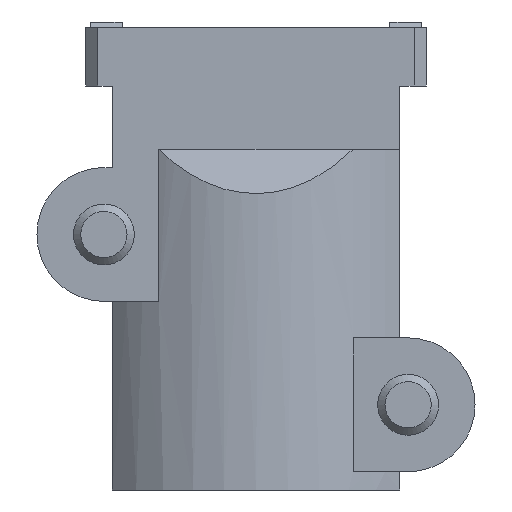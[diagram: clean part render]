
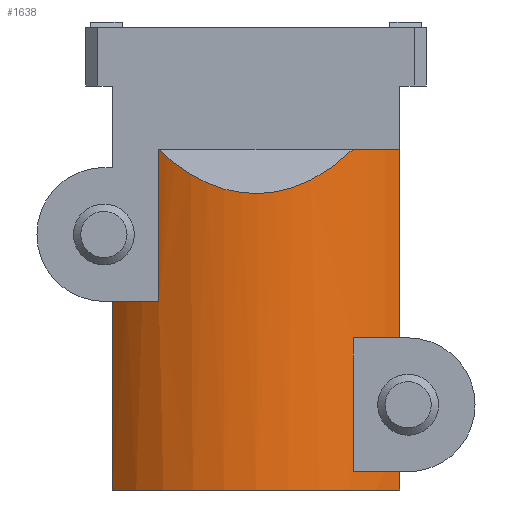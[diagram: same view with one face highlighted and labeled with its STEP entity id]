
A CAD part, front view. The second image highlights one B-rep face of the part: STEP entity #1638.
In plain terms, the highlighted cylindrical face has radius 8.1 mm (diameter 16.2 mm), a partial arc.
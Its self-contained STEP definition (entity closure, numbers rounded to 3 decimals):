
#849=ELLIPSE('',#3692,16.2,8.1);
#1022=LINE('',#4660,#1304);
#1033=LINE('',#4682,#1315);
#1041=LINE('',#4698,#1323);
#1185=LINE('',#5401,#1467);
#1210=LINE('',#5458,#1492);
#1304=VECTOR('',#3873,1.);
#1315=VECTOR('',#3888,1.);
#1323=VECTOR('',#3898,1.);
#1467=VECTOR('',#4166,1.);
#1492=VECTOR('',#4231,1.);
#1638=ADVANCED_FACE('',(#1785),#1713,.T.);
#1713=CYLINDRICAL_SURFACE('',#3736,8.1);
#1785=FACE_OUTER_BOUND('',#1926,.T.);
#1926=EDGE_LOOP('',(#2524,#2525,#2526,#2527,#2528,#2529,#2530,#2531,#2532,
#2533,#2534));
#2000=CIRCLE('',#3638,8.1);
#2001=CIRCLE('',#3640,8.1);
#2006=CIRCLE('',#3649,8.1);
#2029=CIRCLE('',#3733,8.1);
#2030=CIRCLE('',#3735,8.1);
#2524=ORIENTED_EDGE('',*,*,#3334,.T.);
#2525=ORIENTED_EDGE('',*,*,#3107,.T.);
#2526=ORIENTED_EDGE('',*,*,#3086,.T.);
#2527=ORIENTED_EDGE('',*,*,#3308,.T.);
#2528=ORIENTED_EDGE('',*,*,#3090,.T.);
#2529=ORIENTED_EDGE('',*,*,#3126,.T.);
#2530=ORIENTED_EDGE('',*,*,#3335,.T.);
#2531=ORIENTED_EDGE('',*,*,#3267,.T.);
#2532=ORIENTED_EDGE('',*,*,#3336,.T.);
#2533=ORIENTED_EDGE('',*,*,#3103,.T.);
#2534=ORIENTED_EDGE('',*,*,#3118,.F.);
#2812=VERTEX_POINT('',#4610);
#2815=VERTEX_POINT('',#4616);
#2819=VERTEX_POINT('',#4625);
#2820=VERTEX_POINT('',#4627);
#2828=VERTEX_POINT('',#4651);
#2829=VERTEX_POINT('',#4653);
#2832=VERTEX_POINT('',#4661);
#2840=VERTEX_POINT('',#4681);
#2847=VERTEX_POINT('',#4697);
#2974=VERTEX_POINT('',#5151);
#2975=VERTEX_POINT('',#5152);
#3086=EDGE_CURVE('',#2812,#2815,#2000,.T.);
#3090=EDGE_CURVE('',#2820,#2819,#2001,.T.);
#3103=EDGE_CURVE('',#2829,#2828,#2006,.T.);
#3107=EDGE_CURVE('',#2832,#2812,#1022,.T.);
#3118=EDGE_CURVE('',#2840,#2828,#1033,.T.);
#3126=EDGE_CURVE('',#2819,#2847,#1041,.T.);
#3267=EDGE_CURVE('',#2975,#2974,#849,.T.);
#3308=EDGE_CURVE('',#2815,#2820,#1185,.T.);
#3334=EDGE_CURVE('',#2840,#2832,#2029,.T.);
#3335=EDGE_CURVE('',#2847,#2975,#2030,.T.);
#3336=EDGE_CURVE('',#2974,#2829,#1210,.T.);
#3638=AXIS2_PLACEMENT_3D('',#4617,#3833,#3834);
#3640=AXIS2_PLACEMENT_3D('',#4626,#3840,#3841);
#3649=AXIS2_PLACEMENT_3D('',#4652,#3866,#3867);
#3692=AXIS2_PLACEMENT_3D('',#5153,#4092,#4093);
#3733=AXIS2_PLACEMENT_3D('',#5455,#4225,#4226);
#3735=AXIS2_PLACEMENT_3D('',#5457,#4229,#4230);
#3736=AXIS2_PLACEMENT_3D('',#5459,#4232,#4233);
#3833=DIRECTION('',(0.,0.,-1.));
#3834=DIRECTION('',(0.718,-0.696,0.));
#3840=DIRECTION('',(0.,0.,1.));
#3841=DIRECTION('',(0.553,-0.833,0.));
#3866=DIRECTION('',(0.,0.,-1.));
#3867=DIRECTION('',(-0.553,-0.833,0.));
#3873=DIRECTION('',(0.,0.,1.));
#3888=DIRECTION('',(0.,0.,1.));
#3898=DIRECTION('',(0.,0.,1.));
#4092=DIRECTION('',(0.,0.866,-0.5));
#4093=DIRECTION('',(0.,-0.5,-0.866));
#4166=DIRECTION('',(0.,0.,1.));
#4225=DIRECTION('',(0.,0.,1.));
#4226=DIRECTION('',(-1.,0.,0.));
#4229=DIRECTION('',(0.,0.,-1.));
#4230=DIRECTION('',(0.718,-0.696,0.));
#4231=DIRECTION('',(0.,0.,-1.));
#4232=DIRECTION('',(0.,0.,1.));
#4233=DIRECTION('',(-0.777,-0.629,0.));
#4610=CARTESIAN_POINT('',(31.124,-12.191,-3.193));
#4616=CARTESIAN_POINT('',(29.213,-13.691,-3.193));
#4617=CARTESIAN_POINT('',(25.224,-6.641,-3.193));
#4625=CARTESIAN_POINT('',(31.124,-12.191,2.307));
#4626=CARTESIAN_POINT('',(25.224,-6.641,2.307));
#4627=CARTESIAN_POINT('',(29.213,-13.691,2.307));
#4651=CARTESIAN_POINT('',(19.324,-12.191,3.807));
#4652=CARTESIAN_POINT('',(25.224,-6.641,3.807));
#4653=CARTESIAN_POINT('',(21.236,-13.691,3.807));
#4660=CARTESIAN_POINT('',(31.124,-12.191,-3.418));
#4661=CARTESIAN_POINT('',(31.124,-12.191,-3.943));
#4681=CARTESIAN_POINT('',(19.324,-12.191,-3.943));
#4682=CARTESIAN_POINT('',(19.324,-12.191,0.082));
#4697=CARTESIAN_POINT('',(31.124,-12.191,10.057));
#4698=CARTESIAN_POINT('',(31.124,-12.191,6.182));
#5151=CARTESIAN_POINT('',(21.236,-13.691,10.057));
#5152=CARTESIAN_POINT('',(29.213,-13.691,10.057));
#5153=CARTESIAN_POINT('',(25.224,-6.641,22.268));
#5401=CARTESIAN_POINT('',(29.213,-13.691,-2.893));
#5455=CARTESIAN_POINT('',(25.224,-6.641,-3.943));
#5457=CARTESIAN_POINT('',(25.224,-6.641,10.057));
#5458=CARTESIAN_POINT('',(21.236,-13.691,9.007));
#5459=CARTESIAN_POINT('',(25.224,-6.641,-3.943));
